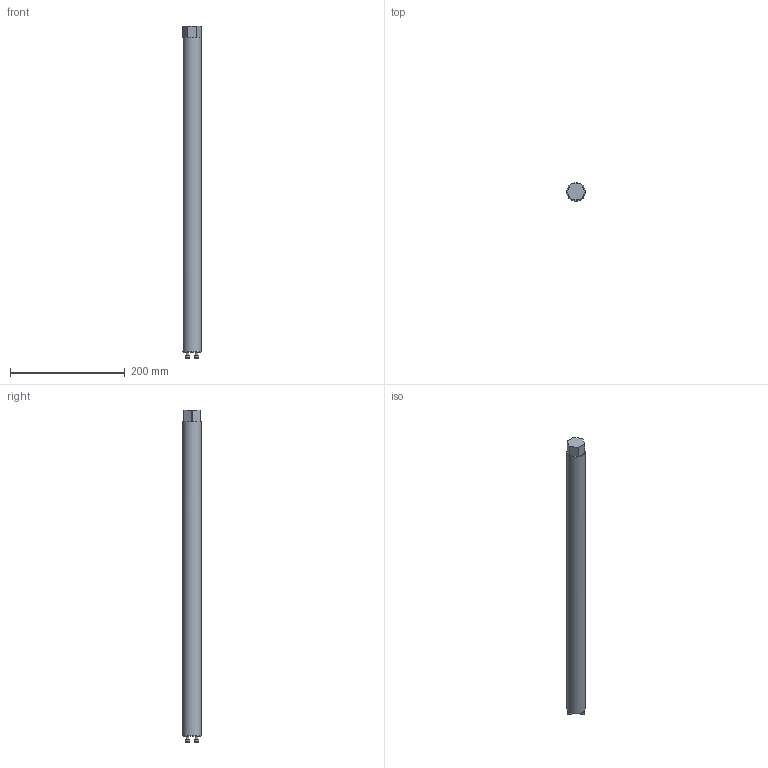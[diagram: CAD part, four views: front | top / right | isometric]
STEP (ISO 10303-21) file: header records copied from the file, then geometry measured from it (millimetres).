
FILE_DESCRIPTION(/* description */ (''),/* implementation_level */ '2;1');
FILE_NAME(/* name */ '1529144834430.stp',/* time_stamp */ '2018-06-16T12:27:21+02:00',/* author */ (''),/* organization */ ('SMS'),/* preprocessor_version */ 'ST-DEVELOPER v15',/* originating_system */ 'SIEMENS PLM Software NX 8.5',/* authorisation */ '');
FILE_SCHEMA (('AUTOMOTIVE_DESIGN { 1 0 10303 214 3 1 1 1 }'));
Length unit declared in the file: millimetre
Products named in the file (1): 570-3C_32_544_CR
Bounding box: 32 x 32 x 579 mm (x, y, z)
Volume: 456052.7 mm3; surface area: 59689.4 mm2
Topology: 1 solids, 1 shells, 52 faces, 122 edges, 84 vertices
Faces by surface type: plane 41, cylinder 7, cone 4
Full cylindrical faces by diameter (mm): 5 x3, 8.5 x3, 32 x1
Entity records: 1465 total; most frequent: DIRECTION 248, CARTESIAN_POINT 243, ORIENTED_EDGE 214, EDGE_CURVE 107, AXIS2_PLACEMENT_3D 85, LINE 78, VECTOR 78, VERTEX_POINT 77
